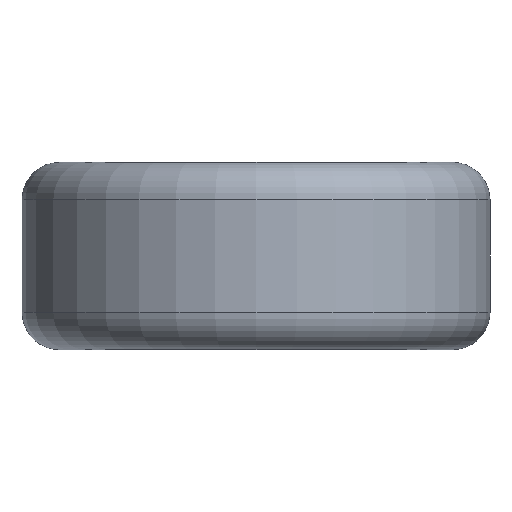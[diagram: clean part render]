
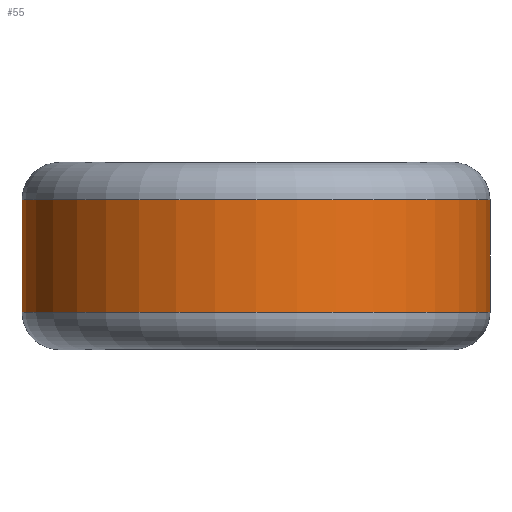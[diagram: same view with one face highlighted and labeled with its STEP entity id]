
A CAD part, front view. The second image highlights one B-rep face of the part: STEP entity #55.
In plain terms, the highlighted cylindrical face has radius 12.5 mm (diameter 25 mm), a full revolution.
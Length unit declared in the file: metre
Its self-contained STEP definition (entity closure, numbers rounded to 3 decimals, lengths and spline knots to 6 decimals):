
#55 = ADVANCED_FACE( '', ( #102, #103 ), #104, .T. );
#102 = FACE_OUTER_BOUND( '', #148, .T. );
#103 = FACE_OUTER_BOUND( '', #149, .T. );
#104 = CYLINDRICAL_SURFACE( '', #150, 0.0125 );
#148 = EDGE_LOOP( '', ( #182 ) );
#149 = EDGE_LOOP( '', ( #183 ) );
#150 = AXIS2_PLACEMENT_3D( '', #184, #185, #186 );
#182 = ORIENTED_EDGE( '', *, *, #231, .T. );
#183 = ORIENTED_EDGE( '', *, *, #232, .T. );
#184 = CARTESIAN_POINT( '', ( 0., 0., 0.01 ) );
#185 = DIRECTION( '', ( 0., 0., 1. ) );
#186 = DIRECTION( '', ( -1., 0., 0. ) );
#231 = EDGE_CURVE( '', #247, #247, #248, .T. );
#232 = EDGE_CURVE( '', #249, #249, #250, .F. );
#247 = VERTEX_POINT( '', #271 );
#248 = CIRCLE( '', #272, 0.0125 );
#249 = VERTEX_POINT( '', #273 );
#250 = CIRCLE( '', #274, 0.0125 );
#271 = CARTESIAN_POINT( '', ( 0.0125, 0., 0.002 ) );
#272 = AXIS2_PLACEMENT_3D( '', #294, #295, #296 );
#273 = CARTESIAN_POINT( '', ( 0.0125, 0., 0.008 ) );
#274 = AXIS2_PLACEMENT_3D( '', #297, #298, #299 );
#294 = CARTESIAN_POINT( '', ( 0., 0., 0.002 ) );
#295 = DIRECTION( '', ( 0., 0., 1. ) );
#296 = DIRECTION( '', ( 1., 0., 0. ) );
#297 = CARTESIAN_POINT( '', ( 0., 0., 0.008 ) );
#298 = DIRECTION( '', ( 0., 0., 1. ) );
#299 = DIRECTION( '', ( 1., 0., 0. ) );
